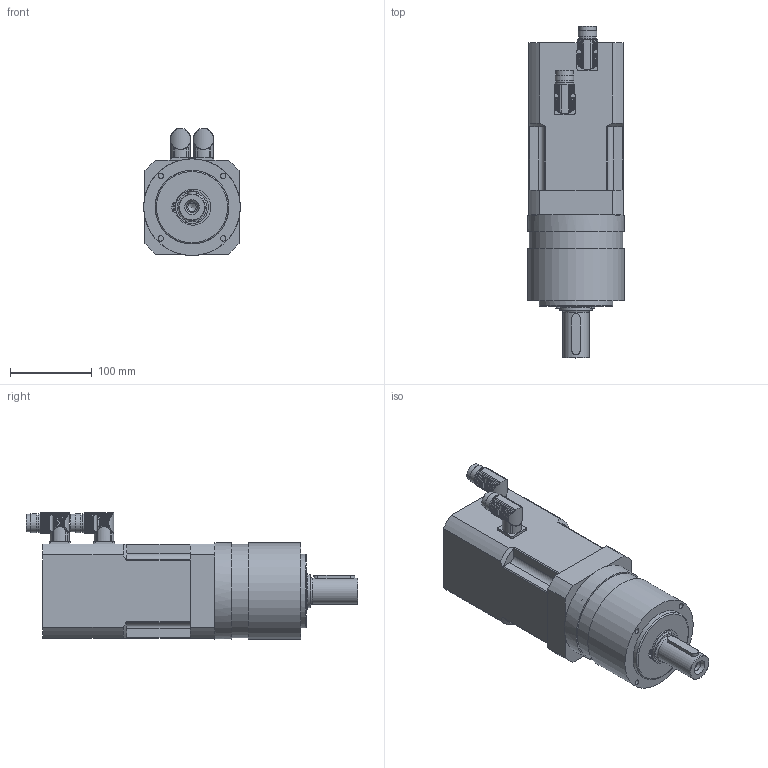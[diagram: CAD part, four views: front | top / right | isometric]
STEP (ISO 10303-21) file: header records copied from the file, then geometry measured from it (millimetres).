
FILE_DESCRIPTION(/* description */ (''),/* implementation_level */ '2;1');
FILE_NAME(/* name */ 'KSG4108Q_Rx_PLG120',/* time_stamp */ '2009-02-11T14:49:30+01:00',/* author */ (''),/* organization */ (''),/* preprocessor_version */ 'ST-DEVELOPER v8',/* originating_system */ 'UNIGRAPHICS SOLUTIONS - UNIGRAPHICS 18.0',/* authorisation */ '');
FILE_SCHEMA (('AUTOMOTIVE_DESIGN { 1 2 10303 214 0 1 1 1 }'));
Length unit declared in the file: millimetre
Products named in the file (3): Getrieberumpf_SG4_PLG120_0; Winkelflanschdose_0; KSG4104Q_Rx_PLG120_0
Assembly tree (3 placements, depth 2):
  KSG4104Q_Rx_PLG120_0
    Winkelflanschdose_0  x2
    Getrieberumpf_SG4_PLG120_0
Bounding box: 118 x 405.15 x 154.99 mm (x, y, z)
Volume: 3652812.5 mm3; surface area: 242621.5 mm2
Topology: 4 solids, 6 shells, 833 faces, 2260 edges, 1447 vertices
Faces by surface type: cylinder 499, plane 192, torus 112, cone 21, sphere 9
Full cylindrical faces by diameter (mm): 2 x4, 2.5 x4, 6.6 x4, 6.647 x8, 10.106 x1, 11 x4, 13 x1, 16 x2, 20 x4, 21 x2, 21.5 x2, 23 x4, 30 x1, 32 x1, 34.2 x1, 37.5 x1, 38 x2, 40 x2, 46 x1, 47 x2, 49.5 x1, 52 x2, 55 x4, 58 x1, 90 x1, 114 x1, 118 x2
Entity records: 20909 total; most frequent: CARTESIAN_POINT 4716, DIRECTION 3512, ORIENTED_EDGE 3276, EDGE_CURVE 1638, AXIS2_PLACEMENT_3D 1515, VERTEX_POINT 1073, CIRCLE 841, EDGE_LOOP 805
